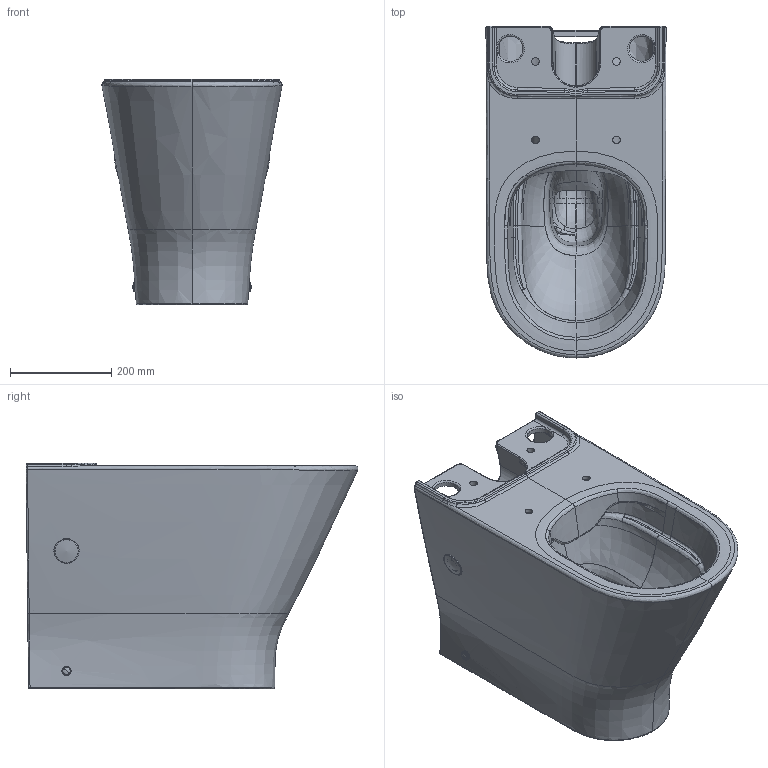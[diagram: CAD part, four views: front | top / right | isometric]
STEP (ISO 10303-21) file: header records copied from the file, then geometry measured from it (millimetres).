
FILE_DESCRIPTION(/* description */ (''),/* implementation_level */ '2;1');
FILE_NAME(/* name */ 'STEP - A3420NH00R_9512500',/* time_stamp */ '2024-04-23T08:44:53+10:00',/* author */ (''),/* organization */ (''),/* preprocessor_version */ 'ST-DEVELOPER v16.5',/* originating_system */ 'Rhino 7.23',/* authorisation */ '');
FILE_SCHEMA (('AUTOMOTIVE_DESIGN'));
Products named in the file (1): Document
Bounding box: 355.93 x 655.8 x 445 mm (x, y, z)
Volume: 18335.1 mm3; surface area: 2637396.9 mm2
Topology: 6 solids, 28 shells, 1232 faces, 3598 edges, 2055 vertices
Faces by surface type: bspline 745, cylinder 339, plane 148
Entity records: 494384 total; most frequent: CARTESIAN_POINT 474112, ORIENTED_EDGE 6239, EDGE_CURVE 3572, B_SPLINE_CURVE_WITH_KNOTS 2657, VERTEX_POINT 2054, EDGE_LOOP 1266, ADVANCED_FACE 1230, FACE_OUTER_BOUND 1230
